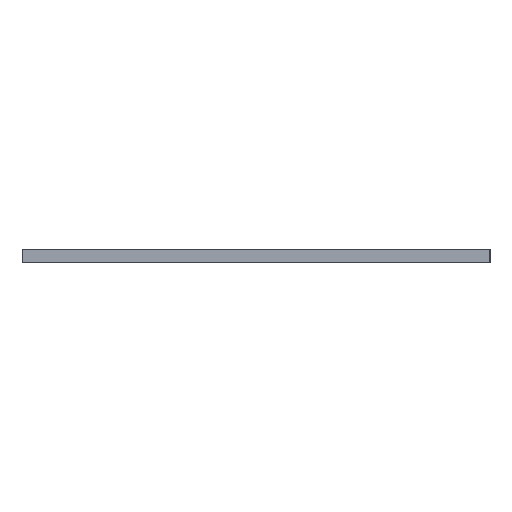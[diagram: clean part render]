
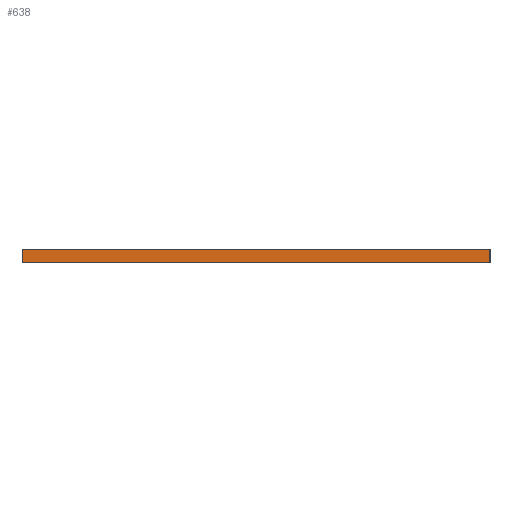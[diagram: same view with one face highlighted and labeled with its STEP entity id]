
A CAD part, left-side view. The second image highlights one B-rep face of the part: STEP entity #638.
In plain terms, the highlighted planar face has unit normal (-1, 0, 0).
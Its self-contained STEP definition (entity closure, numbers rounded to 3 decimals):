
#38 = EDGE_CURVE ( 'NONE', #55, #531, #393, .T. ) ;
#55 = VERTEX_POINT ( 'NONE', #310 ) ;
#102 = CARTESIAN_POINT ( 'NONE',  ( -97.5, -68., 2. ) ) ;
#122 = DIRECTION ( 'NONE',  ( -1., 0., 0. ) ) ;
#166 = VERTEX_POINT ( 'NONE', #598 ) ;
#217 = CARTESIAN_POINT ( 'NONE',  ( -97.5, 0., -2. ) ) ;
#238 = CARTESIAN_POINT ( 'NONE',  ( -97.5, -68., -2. ) ) ;
#246 = DIRECTION ( 'NONE',  ( 0., 0., 1. ) ) ;
#304 = DIRECTION ( 'NONE',  ( 0., -1., 0. ) ) ;
#310 = CARTESIAN_POINT ( 'NONE',  ( -97.5, 68., 2. ) ) ;
#312 = VECTOR ( 'NONE', #855, 1000. ) ;
#343 = LINE ( 'NONE', #238, #312 ) ;
#350 = ORIENTED_EDGE ( 'NONE', *, *, #512, .T. ) ;
#368 = FACE_OUTER_BOUND ( 'NONE', #420, .T. ) ;
#393 = LINE ( 'NONE', #846, #629 ) ;
#420 = EDGE_LOOP ( 'NONE', ( #350, #491, #728, #557 ) ) ;
#421 = LINE ( 'NONE', #962, #785 ) ;
#442 = CARTESIAN_POINT ( 'NONE',  ( -97.5, 0., -2. ) ) ;
#460 = PLANE ( 'NONE',  #1083 ) ;
#491 = ORIENTED_EDGE ( 'NONE', *, *, #38, .F. ) ;
#512 = EDGE_CURVE ( 'NONE', #166, #531, #343, .T. ) ;
#531 = VERTEX_POINT ( 'NONE', #102 ) ;
#557 = ORIENTED_EDGE ( 'NONE', *, *, #809, .T. ) ;
#598 = CARTESIAN_POINT ( 'NONE',  ( -97.5, -68., -2. ) ) ;
#629 = VECTOR ( 'NONE', #304, 1000. ) ;
#638 = ADVANCED_FACE ( 'NONE', ( #368 ), #460, .T. ) ;
#664 = VECTOR ( 'NONE', #849, 1000. ) ;
#728 = ORIENTED_EDGE ( 'NONE', *, *, #1022, .F. ) ;
#785 = VECTOR ( 'NONE', #246, 1000. ) ;
#797 = DIRECTION ( 'NONE',  ( 0., 0., 1. ) ) ;
#809 = EDGE_CURVE ( 'NONE', #853, #166, #952, .T. ) ;
#846 = CARTESIAN_POINT ( 'NONE',  ( -97.5, 0., 2. ) ) ;
#849 = DIRECTION ( 'NONE',  ( 0., -1., 0. ) ) ;
#853 = VERTEX_POINT ( 'NONE', #1103 ) ;
#855 = DIRECTION ( 'NONE',  ( 0., 0., 1. ) ) ;
#952 = LINE ( 'NONE', #217, #664 ) ;
#962 = CARTESIAN_POINT ( 'NONE',  ( -97.5, 68., -2. ) ) ;
#1022 = EDGE_CURVE ( 'NONE', #853, #55, #421, .T. ) ;
#1083 = AXIS2_PLACEMENT_3D ( 'NONE', #442, #122, #797 ) ;
#1103 = CARTESIAN_POINT ( 'NONE',  ( -97.5, 68., -2. ) ) ;
